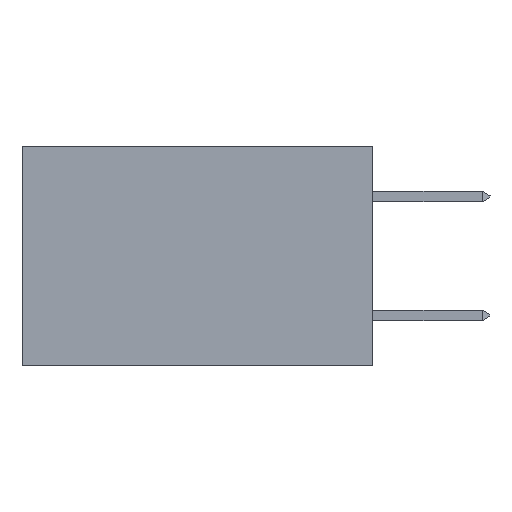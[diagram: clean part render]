
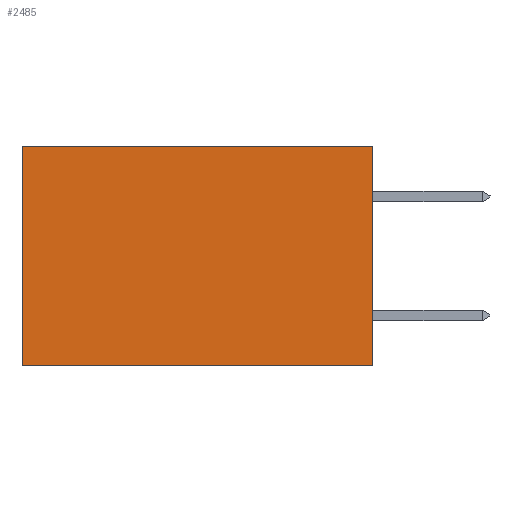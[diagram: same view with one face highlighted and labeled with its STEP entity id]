
A CAD part, left-side view. The second image highlights one B-rep face of the part: STEP entity #2485.
In plain terms, the highlighted planar face has unit normal (-1, 0, 0).
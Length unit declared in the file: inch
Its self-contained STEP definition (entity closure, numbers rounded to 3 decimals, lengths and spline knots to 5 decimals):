
#67 = DIRECTION ( 'NONE',  ( 0., 1., 0. ) ) ;
#460 = CARTESIAN_POINT ( 'NONE',  ( 0.277, 0., 0. ) ) ;
#667 = ORIENTED_EDGE ( 'NONE', *, *, #5707, .F. ) ;
#701 = VECTOR ( 'NONE', #5004, 39.37008 ) ;
#892 = ORIENTED_EDGE ( 'NONE', *, *, #13635, .T. ) ;
#988 = VERTEX_POINT ( 'NONE', #1239 ) ;
#1239 = CARTESIAN_POINT ( 'NONE',  ( 0.277, 0.59, -0.37 ) ) ;
#1394 = EDGE_LOOP ( 'NONE', ( #892, #6613, #667, #9353 ) ) ;
#2485 = ADVANCED_FACE ( 'NONE', ( #12813 ), #2918, .F. ) ;
#2617 = VECTOR ( 'NONE', #12104, 39.37008 ) ;
#2918 = PLANE ( 'NONE',  #12919 ) ;
#3000 = VERTEX_POINT ( 'NONE', #12198 ) ;
#3109 = CARTESIAN_POINT ( 'NONE',  ( 0.277, 0., -0.37 ) ) ;
#4281 = LINE ( 'NONE', #9696, #701 ) ;
#5004 = DIRECTION ( 'NONE',  ( 0., 1., 0. ) ) ;
#5020 = CARTESIAN_POINT ( 'NONE',  ( 0.277, 0., -0.37 ) ) ;
#5339 = DIRECTION ( 'NONE',  ( 1., 0., 0. ) ) ;
#5440 = LINE ( 'NONE', #5020, #2617 ) ;
#5667 = EDGE_CURVE ( 'NONE', #7029, #3000, #6174, .T. ) ;
#5707 = EDGE_CURVE ( 'NONE', #7029, #7862, #5440, .T. ) ;
#6174 = LINE ( 'NONE', #10815, #12090 ) ;
#6282 = EDGE_CURVE ( 'NONE', #7862, #988, #4281, .T. ) ;
#6613 = ORIENTED_EDGE ( 'NONE', *, *, #6282, .F. ) ;
#7029 = VERTEX_POINT ( 'NONE', #460 ) ;
#7603 = CARTESIAN_POINT ( 'NONE',  ( 0.277, 0.59, -0.37 ) ) ;
#7862 = VERTEX_POINT ( 'NONE', #3109 ) ;
#9047 = CARTESIAN_POINT ( 'NONE',  ( 0.277, 0., -0.37 ) ) ;
#9353 = ORIENTED_EDGE ( 'NONE', *, *, #5667, .T. ) ;
#9531 = LINE ( 'NONE', #7603, #11955 ) ;
#9696 = CARTESIAN_POINT ( 'NONE',  ( 0.277, 0., -0.37 ) ) ;
#10815 = CARTESIAN_POINT ( 'NONE',  ( 0.277, 0., 0. ) ) ;
#11955 = VECTOR ( 'NONE', #14736, 39.37008 ) ;
#12090 = VECTOR ( 'NONE', #67, 39.37008 ) ;
#12104 = DIRECTION ( 'NONE',  ( 0., 0., -1. ) ) ;
#12198 = CARTESIAN_POINT ( 'NONE',  ( 0.277, 0.59, 0. ) ) ;
#12813 = FACE_OUTER_BOUND ( 'NONE', #1394, .T. ) ;
#12919 = AXIS2_PLACEMENT_3D ( 'NONE', #9047, #5339, #15325 ) ;
#13635 = EDGE_CURVE ( 'NONE', #3000, #988, #9531, .T. ) ;
#14736 = DIRECTION ( 'NONE',  ( 0., 0., -1. ) ) ;
#15325 = DIRECTION ( 'NONE',  ( 0., 0., -1. ) ) ;
